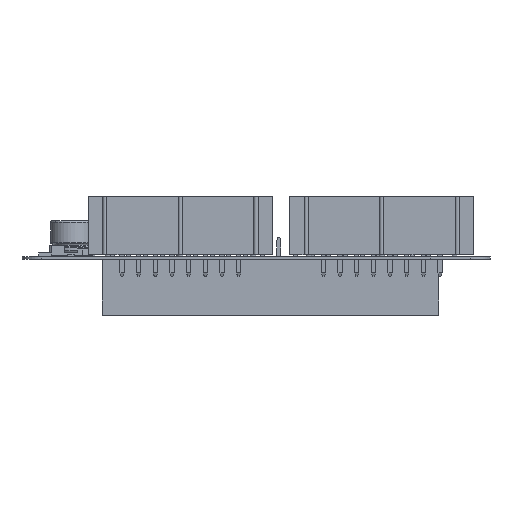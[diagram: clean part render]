
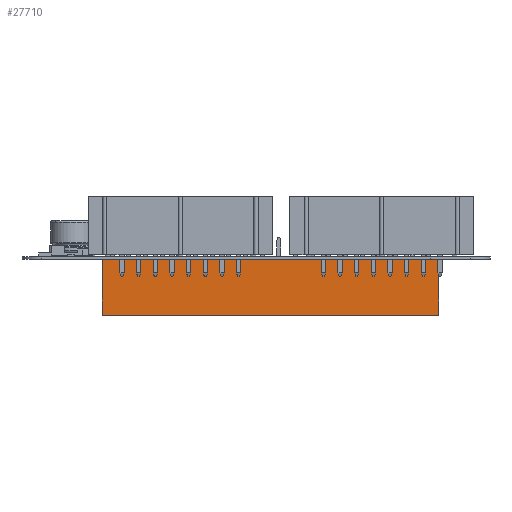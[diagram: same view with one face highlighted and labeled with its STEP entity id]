
A CAD part, front view. The second image highlights one B-rep face of the part: STEP entity #27710.
In plain terms, the highlighted face is planar.
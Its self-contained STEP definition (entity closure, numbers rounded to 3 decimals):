
#24889 = VERTEX_POINT('',#24890);
#24890 = CARTESIAN_POINT('',(-25.654,8.509,2.54));
#24896 = EDGE_CURVE('',#24889,#24897,#24899,.T.);
#24897 = VERTEX_POINT('',#24898);
#24898 = CARTESIAN_POINT('',(25.654,8.509,2.54));
#24899 = LINE('',#24900,#24901);
#24900 = CARTESIAN_POINT('',(25.654,8.509,2.54));
#24901 = VECTOR('',#24902,1.);
#24902 = DIRECTION('',(1.,-0.,-0.));
#27551 = VERTEX_POINT('',#27552);
#27552 = CARTESIAN_POINT('',(-25.654,0.,2.54));
#27569 = VERTEX_POINT('',#27570);
#27570 = CARTESIAN_POINT('',(25.654,0.,2.54));
#27576 = EDGE_CURVE('',#27569,#27551,#27577,.T.);
#27577 = LINE('',#27578,#27579);
#27578 = CARTESIAN_POINT('',(-25.654,0.,2.54));
#27579 = VECTOR('',#27580,1.);
#27580 = DIRECTION('',(-1.,0.,0.));
#27630 = EDGE_CURVE('',#27551,#24889,#27631,.T.);
#27631 = LINE('',#27632,#27633);
#27632 = CARTESIAN_POINT('',(-25.654,-51.559,2.54));
#27633 = VECTOR('',#27634,1.);
#27634 = DIRECTION('',(0.,1.,0.));
#27685 = EDGE_CURVE('',#27569,#24897,#27686,.T.);
#27686 = LINE('',#27687,#27688);
#27687 = CARTESIAN_POINT('',(25.654,-51.559,2.54));
#27688 = VECTOR('',#27689,1.);
#27689 = DIRECTION('',(0.,1.,0.));
#27710 = ADVANCED_FACE('',(#27711),#27717,.T.);
#27711 = FACE_BOUND('',#27712,.T.);
#27712 = EDGE_LOOP('',(#27713,#27714,#27715,#27716));
#27713 = ORIENTED_EDGE('',*,*,#27685,.T.);
#27714 = ORIENTED_EDGE('',*,*,#24896,.F.);
#27715 = ORIENTED_EDGE('',*,*,#27630,.F.);
#27716 = ORIENTED_EDGE('',*,*,#27576,.F.);
#27717 = PLANE('',#27718);
#27718 = AXIS2_PLACEMENT_3D('',#27719,#27720,#27721);
#27719 = CARTESIAN_POINT('',(-25.654,-51.559,2.54));
#27720 = DIRECTION('',(0.,-0.,1.));
#27721 = DIRECTION('',(1.,0.,0.));
